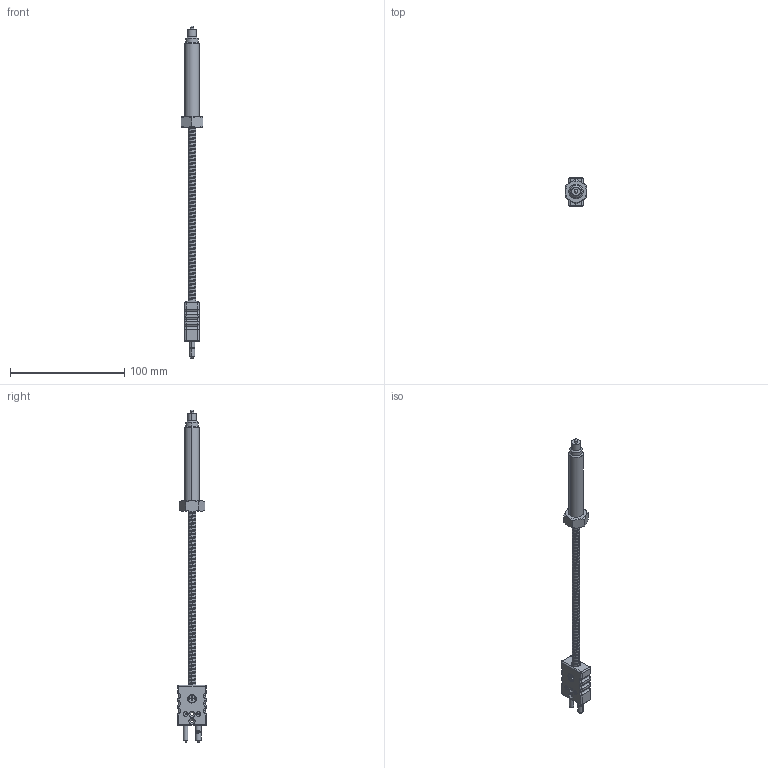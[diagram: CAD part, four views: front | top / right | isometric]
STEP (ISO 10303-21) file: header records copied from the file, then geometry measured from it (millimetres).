
FILE_DESCRIPTION (( 'STEP AP214' ), '1' );
FILE_NAME ('THMJ-MB3T18-02.STEP', '2021-06-09T00:44:32', ( '' ), ( '' ), 'SwSTEP 2.0', 'SolidWorks 2017', '' );
FILE_SCHEMA (( 'AUTOMOTIVE_DESIGN' ));
Length unit declared in the file: inch
Products named in the file (1): THMJ-MB3T18-02
Bounding box: 19.05 x 25.22 x 290.86 mm (x, y, z)
Volume: 27592 mm3; surface area: 12362.9 mm2
Topology: 3 solids, 3 shells, 312 faces, 811 edges, 512 vertices
Faces by surface type: cylinder 172, plane 69, torus 25, bspline 21, cone 20, sphere 5
Entity records: 28556 total; most frequent: CARTESIAN_POINT 21602, ORIENTED_EDGE 1608, DIRECTION 1280, EDGE_CURVE 804, VERTEX_POINT 510, AXIS2_PLACEMENT_3D 476, EDGE_LOOP 328, VECTOR 328
